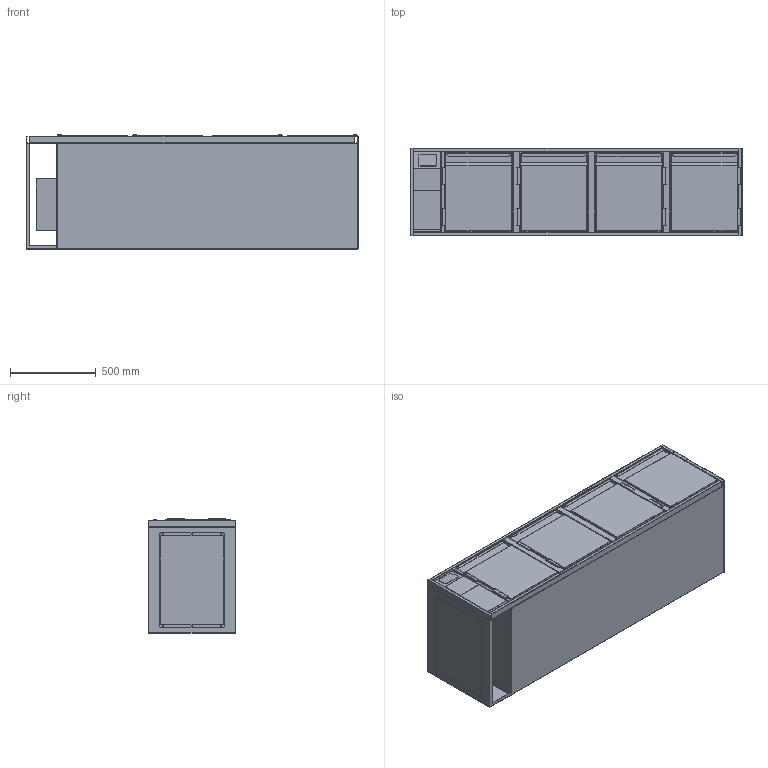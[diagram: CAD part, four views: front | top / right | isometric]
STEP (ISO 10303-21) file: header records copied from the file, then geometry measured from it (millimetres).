
FILE_DESCRIPTION (( 'STEP AP203' ), '1' );
FILE_NAME ('G-KTZ-4-51-L-4T.step', '2024-02-26T13:34:35', ( '' ), ( '' ), 'SwSTEP 2.0', 'SolidWorks 2023', '' );
FILE_SCHEMA (( 'CONFIG_CONTROL_DESIGN' ));
Length unit declared in the file: millimetre
Products named in the file (11): 20-03-43319_G-KT-Einbauelement-Tür-400-660-510-R; 20-03-43331_G-KT-Auflage-400-660-mit-Rost; G-KTZ-4-51-L-4T; 20-03-43319_G-KT-Einbauelement-Tür-400-660-510-L; 24-02-55011_G-KT-Fach-Z-L-180-660-510; 20-03-43318_G-KT-Rahmen-Tür-400-510; 18-06-35404_TUER-385-455-R; 20-03-43331_G-KT-Auflage-400-660-Ohne-Rost; 24-02-55012_G-KT-Korpus-1760-660-510-L; 18-06-35404_TUER-385-455-L; 21-01-47565_G-KT-FRR-510-1940--1760B-180
Assembly tree (15 placements, depth 3):
  G-KTZ-4-51-L-4T
    24-02-55012_G-KT-Korpus-1760-660-510-L
    21-01-47565_G-KT-FRR-510-1940--1760B-180
    24-02-55011_G-KT-Fach-Z-L-180-660-510
    20-03-43319_G-KT-Einbauelement-Tür-400-660-510-L  x2
      20-03-43318_G-KT-Rahmen-Tür-400-510
      18-06-35404_TUER-385-455-L
      20-03-43331_G-KT-Auflage-400-660-Ohne-Rost
      20-03-43331_G-KT-Auflage-400-660-mit-Rost
    20-03-43319_G-KT-Einbauelement-Tür-400-660-510-R  x2
      20-03-43318_G-KT-Rahmen-Tür-400-510
      18-06-35404_TUER-385-455-R
      20-03-43331_G-KT-Auflage-400-660-Ohne-Rost
      20-03-43331_G-KT-Auflage-400-660-mit-Rost
Bounding box: 1941 x 510 x 667.5 mm (x, y, z)
Volume: 29688712.9 mm3; surface area: 16515980.9 mm2
Topology: 40 solids, 49 shells, 2994 faces, 8010 edges, 5080 vertices
Faces by surface type: cylinder 1904, plane 908, torus 64, bspline 60, sphere 58
Entity records: 36878 total; most frequent: CARTESIAN_POINT 6939, DIRECTION 6205, ORIENTED_EDGE 5762, EDGE_CURVE 2883, AXIS2_PLACEMENT_3D 2304, VERTEX_POINT 1826, LINE 1597, VECTOR 1597
